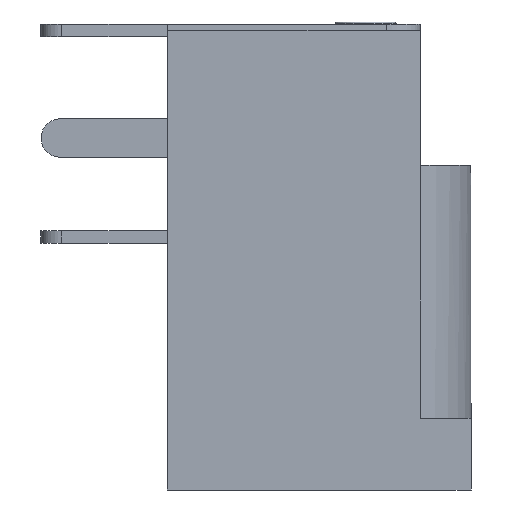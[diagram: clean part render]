
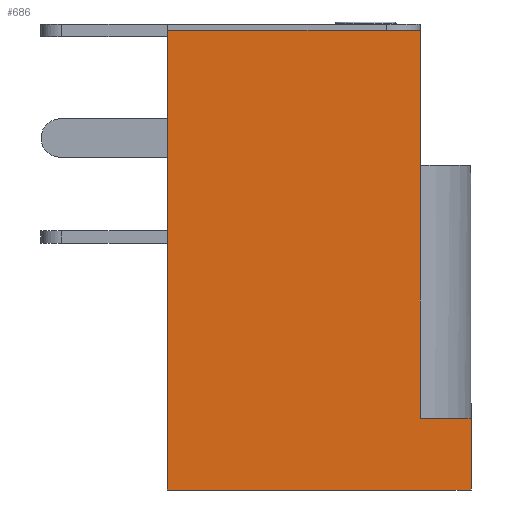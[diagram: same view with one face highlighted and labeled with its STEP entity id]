
A CAD part, front view. The second image highlights one B-rep face of the part: STEP entity #686.
In plain terms, the highlighted planar face has unit normal (0, -1, 0).
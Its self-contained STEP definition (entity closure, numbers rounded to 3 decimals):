
#19 = LINE ( 'NONE', #1710, #1268 ) ;
#39 = EDGE_CURVE ( 'NONE', #1651, #349, #1494, .T. ) ;
#58 = ORIENTED_EDGE ( 'NONE', *, *, #1437, .T. ) ;
#76 = ORIENTED_EDGE ( 'NONE', *, *, #1327, .F. ) ;
#114 = CARTESIAN_POINT ( 'NONE',  ( 7.2, -2.5, -10.9 ) ) ;
#248 = VERTEX_POINT ( 'NONE', #488 ) ;
#267 = VERTEX_POINT ( 'NONE', #114 ) ;
#346 = ORIENTED_EDGE ( 'NONE', *, *, #618, .F. ) ;
#349 = VERTEX_POINT ( 'NONE', #445 ) ;
#393 = EDGE_CURVE ( 'NONE', #548, #1651, #781, .T. ) ;
#442 = CARTESIAN_POINT ( 'NONE',  ( 6., -2.5, 0. ) ) ;
#445 = CARTESIAN_POINT ( 'NONE',  ( 6., -2.5, -9.203 ) ) ;
#488 = CARTESIAN_POINT ( 'NONE',  ( 0., -2.5, 0. ) ) ;
#548 = VERTEX_POINT ( 'NONE', #442 ) ;
#571 = ORIENTED_EDGE ( 'NONE', *, *, #1722, .T. ) ;
#618 = EDGE_CURVE ( 'NONE', #349, #858, #1884, .T. ) ;
#638 = CARTESIAN_POINT ( 'NONE',  ( 7.2, -2.5, -9.203 ) ) ;
#639 = EDGE_LOOP ( 'NONE', ( #76, #346, #1596, #1579, #571, #58, #1102 ) ) ;
#672 = LINE ( 'NONE', #1965, #1396 ) ;
#675 = VECTOR ( 'NONE', #835, 1000. ) ;
#686 = ADVANCED_FACE ( 'NONE', ( #1055 ), #1941, .F. ) ;
#701 = DIRECTION ( 'NONE',  ( 0., 0., -1. ) ) ;
#772 = EDGE_CURVE ( 'NONE', #267, #998, #672, .T. ) ;
#781 = LINE ( 'NONE', #1082, #1951 ) ;
#804 = DIRECTION ( 'NONE',  ( -1., 0., 0. ) ) ;
#835 = DIRECTION ( 'NONE',  ( 0., 0., -1. ) ) ;
#858 = VERTEX_POINT ( 'NONE', #638 ) ;
#873 = DIRECTION ( 'NONE',  ( 0., 1., 0. ) ) ;
#885 = LINE ( 'NONE', #1617, #939 ) ;
#939 = VECTOR ( 'NONE', #701, 1000. ) ;
#998 = VERTEX_POINT ( 'NONE', #1286 ) ;
#1055 = FACE_OUTER_BOUND ( 'NONE', #639, .T. ) ;
#1082 = CARTESIAN_POINT ( 'NONE',  ( 6., -2.5, -9.203 ) ) ;
#1102 = ORIENTED_EDGE ( 'NONE', *, *, #772, .F. ) ;
#1113 = CARTESIAN_POINT ( 'NONE',  ( 6., -2.5, -3.203 ) ) ;
#1268 = VECTOR ( 'NONE', #804, 1000. ) ;
#1286 = CARTESIAN_POINT ( 'NONE',  ( 0., -2.5, -10.9 ) ) ;
#1327 = EDGE_CURVE ( 'NONE', #858, #267, #1897, .T. ) ;
#1379 = DIRECTION ( 'NONE',  ( 0., 0., -1. ) ) ;
#1396 = VECTOR ( 'NONE', #1675, 1000. ) ;
#1437 = EDGE_CURVE ( 'NONE', #248, #998, #885, .T. ) ;
#1447 = CARTESIAN_POINT ( 'NONE',  ( 7.2, -2.5, -10.9 ) ) ;
#1494 = LINE ( 'NONE', #1591, #675 ) ;
#1502 = VECTOR ( 'NONE', #1736, 1000. ) ;
#1540 = VECTOR ( 'NONE', #1828, 1000. ) ;
#1579 = ORIENTED_EDGE ( 'NONE', *, *, #393, .F. ) ;
#1591 = CARTESIAN_POINT ( 'NONE',  ( 6., -2.5, -3.203 ) ) ;
#1596 = ORIENTED_EDGE ( 'NONE', *, *, #39, .F. ) ;
#1617 = CARTESIAN_POINT ( 'NONE',  ( 0., -2.5, -10.9 ) ) ;
#1638 = AXIS2_PLACEMENT_3D ( 'NONE', #1786, #873, #1944 ) ;
#1651 = VERTEX_POINT ( 'NONE', #1113 ) ;
#1673 = CARTESIAN_POINT ( 'NONE',  ( 6., -2.5, -9.203 ) ) ;
#1675 = DIRECTION ( 'NONE',  ( -1., 0., 0. ) ) ;
#1710 = CARTESIAN_POINT ( 'NONE',  ( 7.2, -2.5, 0. ) ) ;
#1722 = EDGE_CURVE ( 'NONE', #548, #248, #19, .T. ) ;
#1736 = DIRECTION ( 'NONE',  ( 0., 0., -1. ) ) ;
#1786 = CARTESIAN_POINT ( 'NONE',  ( 7.2, -2.5, -10.9 ) ) ;
#1828 = DIRECTION ( 'NONE',  ( 1., 0., 0. ) ) ;
#1884 = LINE ( 'NONE', #1673, #1540 ) ;
#1897 = LINE ( 'NONE', #1447, #1502 ) ;
#1941 = PLANE ( 'NONE',  #1638 ) ;
#1944 = DIRECTION ( 'NONE',  ( 0., 0., 1. ) ) ;
#1951 = VECTOR ( 'NONE', #1379, 1000. ) ;
#1965 = CARTESIAN_POINT ( 'NONE',  ( 7.2, -2.5, -10.9 ) ) ;
